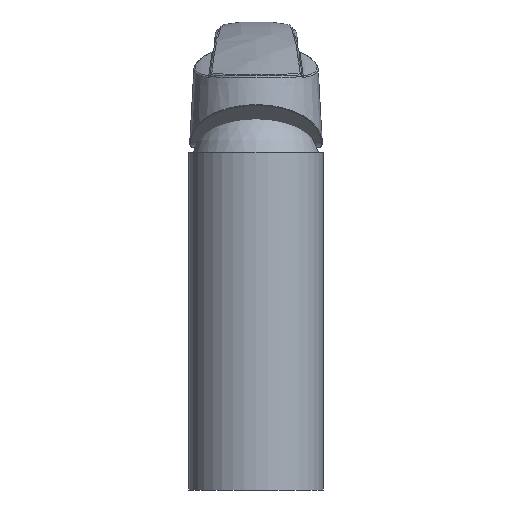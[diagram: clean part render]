
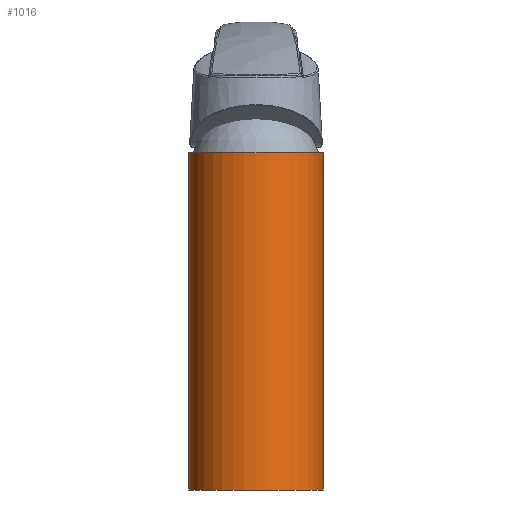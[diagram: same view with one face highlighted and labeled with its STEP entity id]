
A CAD part, left-side view. The second image highlights one B-rep face of the part: STEP entity #1016.
In plain terms, the highlighted cylindrical face has radius 25.5 mm (diameter 51 mm), a full revolution.
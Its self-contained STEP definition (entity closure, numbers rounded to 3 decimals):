
#115=B_SPLINE_CURVE_WITH_KNOTS('',3,(#1567,#1568,#1569,#1570,#1571,#1572,
#1573),.UNSPECIFIED.,.F.,.F.,(4,1,1,1,4),(0.,0.006,
0.012,0.017,0.023),.UNSPECIFIED.);
#116=B_SPLINE_CURVE_WITH_KNOTS('',3,(#1576,#1577,#1578,#1579,#1580,#1581,
#1582,#1583,#1584,#1585,#1586,#1587,#1588,#1589,#1590,#1591,#1592,#1593,
#1594,#1595,#1596,#1597,#1598,#1599,#1600,#1601),.UNSPECIFIED.,.F.,.F.,
(4,1,1,1,1,1,1,1,1,1,1,1,1,1,1,1,1,1,1,1,1,1,1,4),(0.,0.005,
0.01,0.015,0.02,0.022,
0.024,0.027,0.029,0.034,
0.037,0.039,0.042,0.044,
0.046,0.049,0.054,0.056,
0.059,0.061,0.064,0.068,
0.073,0.078),.UNSPECIFIED.);
#117=B_SPLINE_CURVE_WITH_KNOTS('',3,(#1603,#1604,#1605,#1606,#1607,#1608,
#1609),.UNSPECIFIED.,.F.,.F.,(4,1,1,1,4),(0.,0.006,0.012,
0.017,0.023),.UNSPECIFIED.);
#118=B_SPLINE_CURVE_WITH_KNOTS('',3,(#1611,#1612,#1613,#1614,#1615,#1616,
#1617,#1618,#1619,#1620,#1621),.UNSPECIFIED.,.F.,.F.,(4,1,1,1,1,1,1,1,4),
(0.,0.004,0.008,0.012,0.016,
0.02,0.025,0.029,0.033),
 .UNSPECIFIED.);
#236=CYLINDRICAL_SURFACE('',#1379,25.5);
#244=ORIENTED_EDGE('',*,*,#541,.T.);
#245=ORIENTED_EDGE('',*,*,#542,.T.);
#246=ORIENTED_EDGE('',*,*,#543,.T.);
#247=ORIENTED_EDGE('',*,*,#544,.T.);
#248=ORIENTED_EDGE('',*,*,#545,.F.);
#249=ORIENTED_EDGE('',*,*,#540,.T.);
#540=EDGE_CURVE('',#711,#711,#832,.T.);
#541=EDGE_CURVE('',#712,#713,#115,.T.);
#542=EDGE_CURVE('',#713,#714,#116,.T.);
#543=EDGE_CURVE('',#714,#715,#117,.T.);
#544=EDGE_CURVE('',#715,#712,#118,.T.);
#545=EDGE_CURVE('',#716,#716,#833,.T.);
#711=VERTEX_POINT('',#1565);
#712=VERTEX_POINT('',#1574);
#713=VERTEX_POINT('',#1575);
#714=VERTEX_POINT('',#1602);
#715=VERTEX_POINT('',#1610);
#716=VERTEX_POINT('',#1623);
#832=CIRCLE('',#1378,25.5);
#833=CIRCLE('',#1380,25.5);
#867=EDGE_LOOP('',(#244,#245,#246,#247));
#868=EDGE_LOOP('',(#248));
#869=EDGE_LOOP('',(#249));
#938=FACE_BOUND('',#867,.T.);
#939=FACE_BOUND('',#868,.T.);
#940=FACE_BOUND('',#869,.T.);
#1016=ADVANCED_FACE('',(#938,#939,#940),#236,.T.);
#1378=AXIS2_PLACEMENT_3D('',#1564,#1438,#1439);
#1379=AXIS2_PLACEMENT_3D('',#1566,#1440,#1441);
#1380=AXIS2_PLACEMENT_3D('',#1622,#1442,#1443);
#1438=DIRECTION('',(0.,0.,-1.));
#1439=DIRECTION('',(-1.,0.,0.));
#1440=DIRECTION('',(0.,0.,-1.));
#1441=DIRECTION('',(-1.,0.,0.));
#1442=DIRECTION('',(0.,0.,-1.));
#1443=DIRECTION('',(-1.,0.,0.));
#1564=CARTESIAN_POINT('',(0.,0.,128.35));
#1565=CARTESIAN_POINT('',(-25.5,0.,128.35));
#1566=CARTESIAN_POINT('',(0.,0.,54.55));
#1567=CARTESIAN_POINT('',(22.08,12.756,84.397));
#1568=CARTESIAN_POINT('',(21.472,13.808,82.868));
#1569=CARTESIAN_POINT('',(20.414,15.338,79.483));
#1570=CARTESIAN_POINT('',(19.123,16.897,74.024));
#1571=CARTESIAN_POINT('',(18.198,17.871,68.446));
#1572=CARTESIAN_POINT('',(17.895,18.166,64.574));
#1573=CARTESIAN_POINT('',(17.898,18.163,62.631));
#1574=CARTESIAN_POINT('',(22.08,12.756,84.397));
#1575=CARTESIAN_POINT('',(17.898,18.163,62.631));
#1576=CARTESIAN_POINT('',(17.898,18.163,62.631));
#1577=CARTESIAN_POINT('',(17.901,18.161,60.995));
#1578=CARTESIAN_POINT('',(17.871,18.19,57.717));
#1579=CARTESIAN_POINT('',(18.172,17.893,52.859));
#1580=CARTESIAN_POINT('',(18.926,17.109,48.016));
#1581=CARTESIAN_POINT('',(20.001,15.86,44.241));
#1582=CARTESIAN_POINT('',(21.104,14.34,41.505));
#1583=CARTESIAN_POINT('',(21.984,12.962,39.701));
#1584=CARTESIAN_POINT('',(22.899,11.279,38.105));
#1585=CARTESIAN_POINT('',(24.037,8.727,36.377));
#1586=CARTESIAN_POINT('',(24.941,5.72,35.219));
#1587=CARTESIAN_POINT('',(25.414,2.527,34.649));
#1588=CARTESIAN_POINT('',(25.54,0.032,34.5));
#1589=CARTESIAN_POINT('',(25.425,-2.411,34.635));
#1590=CARTESIAN_POINT('',(25.073,-4.852,35.059));
#1591=CARTESIAN_POINT('',(24.517,-7.138,35.762));
#1592=CARTESIAN_POINT('',(23.535,-10.012,37.104));
#1593=CARTESIAN_POINT('',(22.322,-12.427,39.016));
#1594=CARTESIAN_POINT('',(21.12,-14.317,41.469));
#1595=CARTESIAN_POINT('',(20.3,-15.45,43.494));
#1596=CARTESIAN_POINT('',(19.582,-16.345,45.71));
#1597=CARTESIAN_POINT('',(18.815,-17.226,48.759));
#1598=CARTESIAN_POINT('',(18.178,-17.887,52.792));
#1599=CARTESIAN_POINT('',(17.871,-18.19,57.7));
#1600=CARTESIAN_POINT('',(17.901,-18.161,60.988));
#1601=CARTESIAN_POINT('',(17.898,-18.163,62.631));
#1602=CARTESIAN_POINT('',(17.898,-18.163,62.631));
#1603=CARTESIAN_POINT('',(17.898,-18.163,62.631));
#1604=CARTESIAN_POINT('',(17.895,-18.166,64.583));
#1605=CARTESIAN_POINT('',(18.194,-17.875,68.409));
#1606=CARTESIAN_POINT('',(19.125,-16.896,74.04));
#1607=CARTESIAN_POINT('',(20.418,-15.331,79.493));
#1608=CARTESIAN_POINT('',(21.468,-13.816,82.857));
#1609=CARTESIAN_POINT('',(22.08,-12.756,84.397));
#1610=CARTESIAN_POINT('',(22.08,-12.756,84.397));
#1611=CARTESIAN_POINT('',(22.08,-12.756,84.397));
#1612=CARTESIAN_POINT('',(22.507,-12.017,85.469));
#1613=CARTESIAN_POINT('',(23.328,-10.43,87.529));
#1614=CARTESIAN_POINT('',(24.427,-7.561,90.279));
#1615=CARTESIAN_POINT('',(25.268,-4.097,92.377));
#1616=CARTESIAN_POINT('',(25.616,-0.004,93.246));
#1617=CARTESIAN_POINT('',(25.269,4.088,92.381));
#1618=CARTESIAN_POINT('',(24.427,7.559,90.28));
#1619=CARTESIAN_POINT('',(23.331,10.423,87.537));
#1620=CARTESIAN_POINT('',(22.507,12.017,85.47));
#1621=CARTESIAN_POINT('',(22.08,12.756,84.397));
#1622=CARTESIAN_POINT('',(0.,0.,0.55));
#1623=CARTESIAN_POINT('',(-25.5,0.,0.55));
